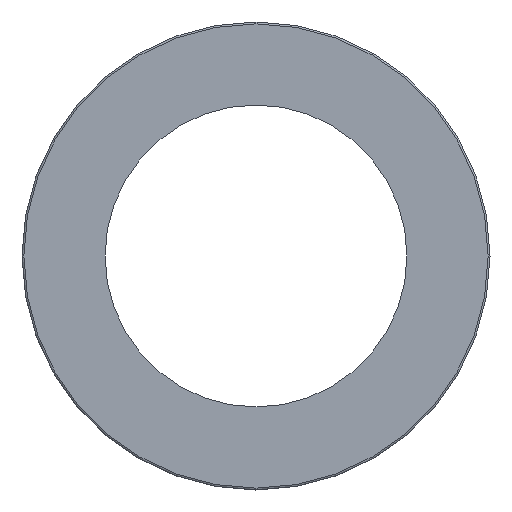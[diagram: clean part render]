
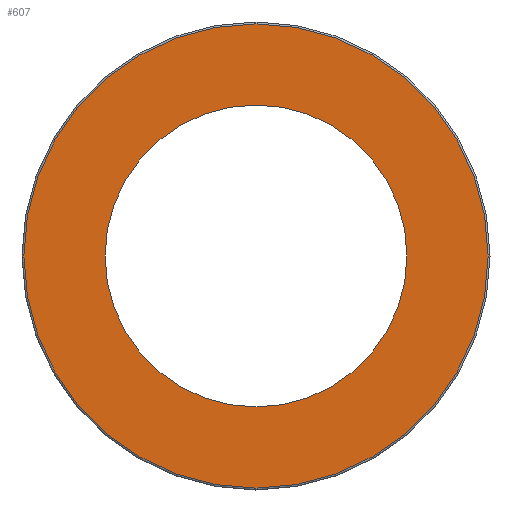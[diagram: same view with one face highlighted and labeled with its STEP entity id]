
A CAD part, left-side view. The second image highlights one B-rep face of the part: STEP entity #607.
In plain terms, the highlighted planar face has unit normal (-1, 0, 0).
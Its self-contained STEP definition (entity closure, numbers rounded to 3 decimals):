
#10 = EDGE_CURVE ( 'NONE', #126, #130, #374, .T. ) ;
#17 = EDGE_CURVE ( 'NONE', #124, #219, #394, .T. ) ;
#46 = EDGE_CURVE ( 'NONE', #219, #124, #416, .T. ) ;
#49 = EDGE_CURVE ( 'NONE', #130, #126, #405, .T. ) ;
#51 = AXIS2_PLACEMENT_3D ( 'NONE', #165, #164, #163 ) ;
#55 = AXIS2_PLACEMENT_3D ( 'NONE', #209, #204, #203 ) ;
#76 = AXIS2_PLACEMENT_3D ( 'NONE', #471, #559, #494 ) ;
#79 = AXIS2_PLACEMENT_3D ( 'NONE', #585, #517, #584 ) ;
#80 = AXIS2_PLACEMENT_3D ( 'NONE', #500, #553, #552 ) ;
#124 = VERTEX_POINT ( 'NONE', #551 ) ;
#126 = VERTEX_POINT ( 'NONE', #586 ) ;
#130 = VERTEX_POINT ( 'NONE', #491 ) ;
#163 = DIRECTION ( 'NONE',  ( 0., 0., -1. ) ) ;
#164 = DIRECTION ( 'NONE',  ( -1., 0., 0. ) ) ;
#165 = CARTESIAN_POINT ( 'NONE',  ( -75.5, 0., 0. ) ) ;
#203 = DIRECTION ( 'NONE',  ( 0., 0., 1. ) ) ;
#204 = DIRECTION ( 'NONE',  ( -1., 0., 0. ) ) ;
#209 = CARTESIAN_POINT ( 'NONE',  ( -75.5, 0., 0. ) ) ;
#219 = VERTEX_POINT ( 'NONE', #499 ) ;
#307 = ORIENTED_EDGE ( 'NONE', *, *, #17, .F. ) ;
#355 = FACE_OUTER_BOUND ( 'NONE', #615, .T. ) ;
#356 = FACE_BOUND ( 'NONE', #608, .T. ) ;
#374 = CIRCLE ( 'NONE', #51, 30.75 ) ;
#383 = ORIENTED_EDGE ( 'NONE', *, *, #49, .T. ) ;
#394 = CIRCLE ( 'NONE', #55, 20. ) ;
#405 = CIRCLE ( 'NONE', #79, 30.75 ) ;
#408 = ORIENTED_EDGE ( 'NONE', *, *, #10, .T. ) ;
#412 = ORIENTED_EDGE ( 'NONE', *, *, #46, .F. ) ;
#416 = CIRCLE ( 'NONE', #76, 20. ) ;
#471 = CARTESIAN_POINT ( 'NONE',  ( -75.5, 0., 0. ) ) ;
#491 = CARTESIAN_POINT ( 'NONE',  ( -75.5, 0., -30.75 ) ) ;
#494 = DIRECTION ( 'NONE',  ( 0., 0., 1. ) ) ;
#499 = CARTESIAN_POINT ( 'NONE',  ( -75.5, 0., 20. ) ) ;
#500 = CARTESIAN_POINT ( 'NONE',  ( -75.5, 20., 0. ) ) ;
#517 = DIRECTION ( 'NONE',  ( -1., 0., 0. ) ) ;
#551 = CARTESIAN_POINT ( 'NONE',  ( -75.5, 0., -20. ) ) ;
#552 = DIRECTION ( 'NONE',  ( 0., 0., -1. ) ) ;
#553 = DIRECTION ( 'NONE',  ( 1., 0., 0. ) ) ;
#556 = PLANE ( 'NONE',  #80 ) ;
#559 = DIRECTION ( 'NONE',  ( -1., 0., 0. ) ) ;
#584 = DIRECTION ( 'NONE',  ( 0., 0., -1. ) ) ;
#585 = CARTESIAN_POINT ( 'NONE',  ( -75.5, 0., 0. ) ) ;
#586 = CARTESIAN_POINT ( 'NONE',  ( -75.5, 0., 30.75 ) ) ;
#607 = ADVANCED_FACE ( 'NONE', ( #355, #356 ), #556, .F. ) ;
#608 = EDGE_LOOP ( 'NONE', ( #412, #307 ) ) ;
#615 = EDGE_LOOP ( 'NONE', ( #383, #408 ) ) ;
